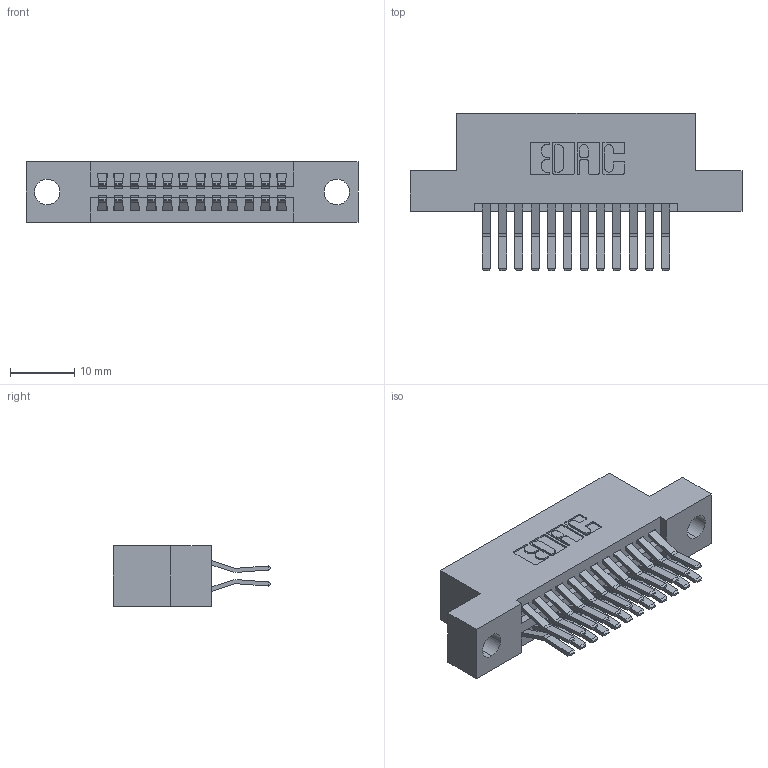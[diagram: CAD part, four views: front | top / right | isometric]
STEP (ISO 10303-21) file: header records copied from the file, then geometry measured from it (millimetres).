
FILE_DESCRIPTION (( 'STEP AP203' ), '1' );
FILE_NAME ('345-024-560-204.STEP', '2018-08-21T09:57:15', ( '' ), ( '' ), 'SwSTEP 2.0', 'SolidWorks 2016', '' );
FILE_SCHEMA (( 'CONFIG_CONTROL_DESIGN' ));
Length unit declared in the file: inch
Products named in the file (3): 345 Part_Flush Mounting Lugs - 0.156 Dia-TH; 345-292-001_560 Tail; 345-024-560-204
Assembly tree (25 placements, depth 2):
  345-024-560-204
    345 Part_Flush Mounting Lugs - 0.156 Dia-TH
    345-292-001_560 Tail  x24
Bounding box: 51.69 x 24.45 x 9.4 mm (x, y, z)
Volume: 4812.1 mm3; surface area: 6751.8 mm2
Topology: 25 solids, 25 shells, 1374 faces, 4061 edges, 2674 vertices
Faces by surface type: plane 872, cylinder 502
Entity records: 13545 total; most frequent: CARTESIAN_POINT 2300, ORIENTED_EDGE 2234, DIRECTION 2069, EDGE_CURVE 1117, LINE 933, VECTOR 933, VERTEX_POINT 742, AXIS2_PLACEMENT_3D 568
